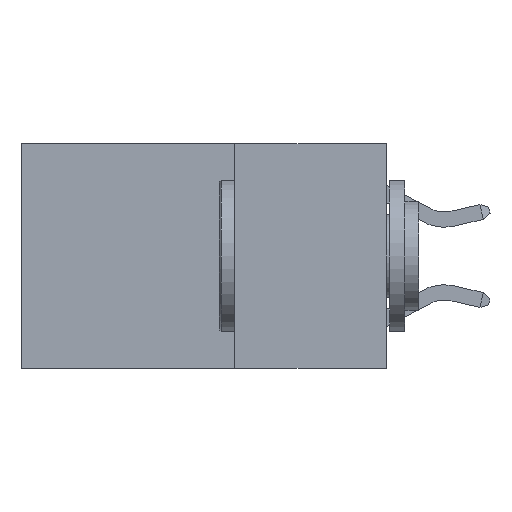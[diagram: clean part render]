
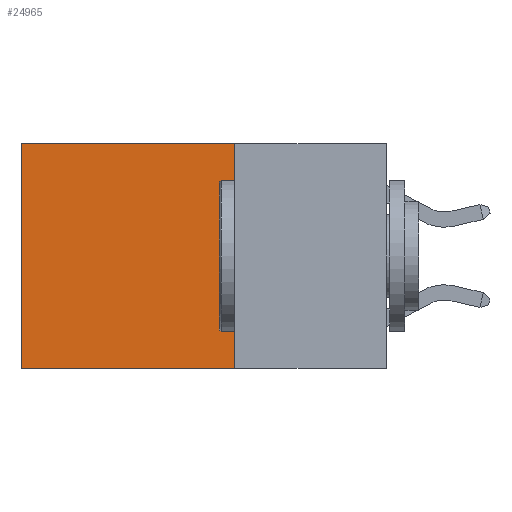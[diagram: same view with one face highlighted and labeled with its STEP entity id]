
A CAD part, left-side view. The second image highlights one B-rep face of the part: STEP entity #24965.
In plain terms, the highlighted planar face has unit normal (-1, 0, 0).
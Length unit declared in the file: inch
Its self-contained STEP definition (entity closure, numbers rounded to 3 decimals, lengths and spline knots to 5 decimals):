
#645 = LINE ( 'NONE', #5485, #1547 ) ;
#1301 = EDGE_LOOP ( 'NONE', ( #5741, #24925, #15098, #14372 ) ) ;
#1547 = VECTOR ( 'NONE', #25172, 39.37008 ) ;
#1563 = LINE ( 'NONE', #18523, #6333 ) ;
#1887 = VERTEX_POINT ( 'NONE', #15286 ) ;
#2178 = DIRECTION ( 'NONE',  ( 1., 0., 0. ) ) ;
#4424 = VECTOR ( 'NONE', #28203, 39.37008 ) ;
#4781 = FACE_OUTER_BOUND ( 'NONE', #1301, .T. ) ;
#5485 = CARTESIAN_POINT ( 'NONE',  ( 0.2625, 0.25, 0. ) ) ;
#5741 = ORIENTED_EDGE ( 'NONE', *, *, #24315, .T. ) ;
#5985 = VERTEX_POINT ( 'NONE', #18053 ) ;
#6333 = VECTOR ( 'NONE', #13832, 39.37008 ) ;
#7520 = AXIS2_PLACEMENT_3D ( 'NONE', #22052, #2178, #12040 ) ;
#8362 = LINE ( 'NONE', #28684, #4424 ) ;
#9868 = VECTOR ( 'NONE', #19828, 39.37008 ) ;
#9987 = LINE ( 'NONE', #14508, #9868 ) ;
#12040 = DIRECTION ( 'NONE',  ( 0., 0., -1. ) ) ;
#13832 = DIRECTION ( 'NONE',  ( 0., 1., 0. ) ) ;
#14372 = ORIENTED_EDGE ( 'NONE', *, *, #17455, .T. ) ;
#14460 = PLANE ( 'NONE',  #7520 ) ;
#14508 = CARTESIAN_POINT ( 'NONE',  ( 0.2625, 0.25, 0. ) ) ;
#15098 = ORIENTED_EDGE ( 'NONE', *, *, #15696, .F. ) ;
#15286 = CARTESIAN_POINT ( 'NONE',  ( 0.2625, 0.6, 0. ) ) ;
#15696 = EDGE_CURVE ( 'NONE', #21095, #19332, #645, .T. ) ;
#16924 = CARTESIAN_POINT ( 'NONE',  ( 0.2625, 0.25, 0. ) ) ;
#17455 = EDGE_CURVE ( 'NONE', #21095, #1887, #9987, .T. ) ;
#18053 = CARTESIAN_POINT ( 'NONE',  ( 0.2625, 0.6, -0.37 ) ) ;
#18523 = CARTESIAN_POINT ( 'NONE',  ( 0.2625, 0.25, -0.37 ) ) ;
#19332 = VERTEX_POINT ( 'NONE', #27729 ) ;
#19828 = DIRECTION ( 'NONE',  ( 0., 1., 0. ) ) ;
#21095 = VERTEX_POINT ( 'NONE', #16924 ) ;
#22052 = CARTESIAN_POINT ( 'NONE',  ( 0.2625, 0.25, 0. ) ) ;
#24315 = EDGE_CURVE ( 'NONE', #1887, #5985, #8362, .T. ) ;
#24925 = ORIENTED_EDGE ( 'NONE', *, *, #26210, .F. ) ;
#24965 = ADVANCED_FACE ( 'NONE', ( #4781 ), #14460, .F. ) ;
#25172 = DIRECTION ( 'NONE',  ( 0., 0., -1. ) ) ;
#26210 = EDGE_CURVE ( 'NONE', #19332, #5985, #1563, .T. ) ;
#27729 = CARTESIAN_POINT ( 'NONE',  ( 0.2625, 0.25, -0.37 ) ) ;
#28203 = DIRECTION ( 'NONE',  ( 0., 0., -1. ) ) ;
#28684 = CARTESIAN_POINT ( 'NONE',  ( 0.2625, 0.6, 0. ) ) ;
